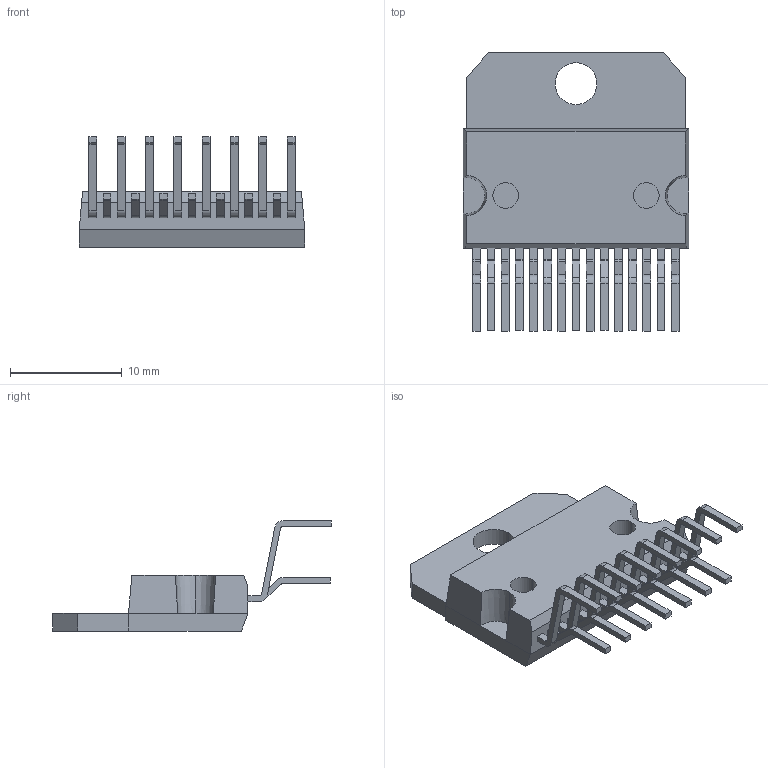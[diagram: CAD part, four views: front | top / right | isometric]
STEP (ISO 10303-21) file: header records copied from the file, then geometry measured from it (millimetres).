
FILE_DESCRIPTION (( 'STEP AP214' ), '1' );
FILE_NAME ('L298N.STEP', '2019-11-06T00:05:30', ( '' ), ( '' ), 'SwSTEP 2.0', 'SolidWorks 2017', '' );
FILE_SCHEMA (( 'AUTOMOTIVE_DESIGN' ));
Length unit declared in the file: millimetre
Products named in the file (1): L298N
Bounding box: 20.2 x 24.98 x 9.89 mm (x, y, z)
Volume: 1230.4 mm3; surface area: 1506.9 mm2
Topology: 17 solids, 17 shells, 244 faces, 616 edges, 408 vertices
Faces by surface type: plane 175, cylinder 66, cone 3
Entity records: 7476 total; most frequent: CARTESIAN_POINT 1281, DIRECTION 1240, ORIENTED_EDGE 1232, EDGE_CURVE 616, VECTOR 474, LINE 474, VERTEX_POINT 408, AXIS2_PLACEMENT_3D 383
